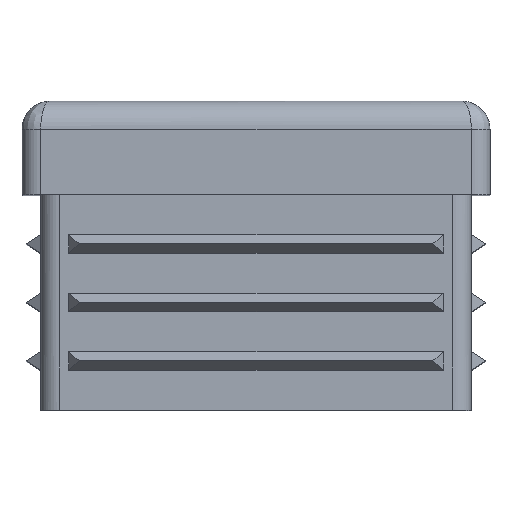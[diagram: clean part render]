
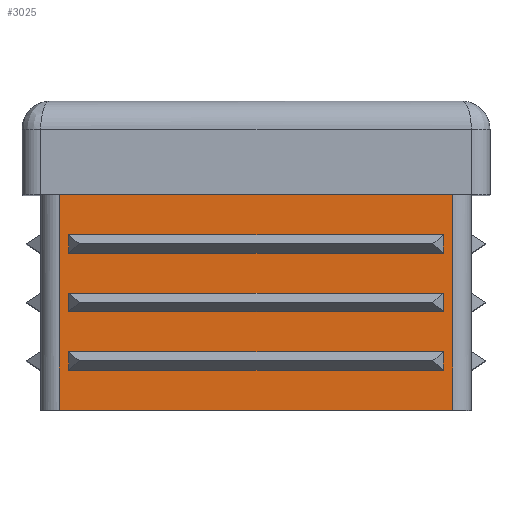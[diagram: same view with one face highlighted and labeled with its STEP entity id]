
A CAD part, top view. The second image highlights one B-rep face of the part: STEP entity #3025.
In plain terms, the highlighted planar face has unit normal (0, 0, 1).
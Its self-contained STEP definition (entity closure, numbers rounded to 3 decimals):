
#10 = ORIENTED_EDGE ( 'NONE', *, *, #1196, .T. ) ;
#35 = FACE_BOUND ( 'NONE', #38, .T. ) ;
#38 = EDGE_LOOP ( 'NONE', ( #1725, #2677, #789, #1344 ) ) ;
#44 = VERTEX_POINT ( 'NONE', #2248 ) ;
#117 = DIRECTION ( 'NONE',  ( 0., 1., 0. ) ) ;
#122 = CARTESIAN_POINT ( 'NONE',  ( 10., 9.375, 11.5 ) ) ;
#144 = DIRECTION ( 'NONE',  ( 0., 1., 0. ) ) ;
#344 = VECTOR ( 'NONE', #1070, 1000. ) ;
#353 = FACE_OUTER_BOUND ( 'NONE', #410, .T. ) ;
#395 = CARTESIAN_POINT ( 'NONE',  ( 10.5, 11.5, 11.5 ) ) ;
#397 = ORIENTED_EDGE ( 'NONE', *, *, #2399, .F. ) ;
#400 = EDGE_CURVE ( 'NONE', #2256, #583, #957, .T. ) ;
#410 = EDGE_LOOP ( 'NONE', ( #3067, #1995, #2669, #1898 ) ) ;
#420 = CARTESIAN_POINT ( 'NONE',  ( 10., 8.375, 11.5 ) ) ;
#435 = DIRECTION ( 'NONE',  ( 0., 1., 0. ) ) ;
#451 = LINE ( 'NONE', #1435, #1058 ) ;
#471 = DIRECTION ( 'NONE',  ( -1., 0., 0. ) ) ;
#477 = CARTESIAN_POINT ( 'NONE',  ( 13.1, 3.125, 11.5 ) ) ;
#567 = CARTESIAN_POINT ( 'NONE',  ( -10., 3.125, 11.5 ) ) ;
#583 = VERTEX_POINT ( 'NONE', #2015 ) ;
#630 = CARTESIAN_POINT ( 'NONE',  ( 13.1, 9.375, 11.5 ) ) ;
#657 = LINE ( 'NONE', #2096, #2506 ) ;
#658 = CARTESIAN_POINT ( 'NONE',  ( -10., -11.739, 11.5 ) ) ;
#663 = VERTEX_POINT ( 'NONE', #1126 ) ;
#687 = LINE ( 'NONE', #1713, #1523 ) ;
#708 = LINE ( 'NONE', #1698, #1855 ) ;
#718 = EDGE_LOOP ( 'NONE', ( #1280, #1439, #1511, #2432 ) ) ;
#730 = EDGE_CURVE ( 'NONE', #1785, #1768, #451, .T. ) ;
#789 = ORIENTED_EDGE ( 'NONE', *, *, #2003, .T. ) ;
#824 = VECTOR ( 'NONE', #1953, 1000. ) ;
#871 = VECTOR ( 'NONE', #925, 1000. ) ;
#894 = EDGE_CURVE ( 'NONE', #2639, #1874, #2690, .T. ) ;
#925 = DIRECTION ( 'NONE',  ( -1., 0., 0. ) ) ;
#932 = LINE ( 'NONE', #1899, #2350 ) ;
#957 = LINE ( 'NONE', #1503, #824 ) ;
#964 = EDGE_CURVE ( 'NONE', #583, #2905, #1319, .T. ) ;
#1019 = ORIENTED_EDGE ( 'NONE', *, *, #2336, .T. ) ;
#1045 = EDGE_CURVE ( 'NONE', #2479, #1785, #1114, .T. ) ;
#1058 = VECTOR ( 'NONE', #2418, 1000. ) ;
#1070 = DIRECTION ( 'NONE',  ( -1., 0., 0. ) ) ;
#1073 = CARTESIAN_POINT ( 'NONE',  ( 10., 2.125, 11.5 ) ) ;
#1091 = DIRECTION ( 'NONE',  ( 0., 0., -1. ) ) ;
#1102 = DIRECTION ( 'NONE',  ( -1., 0., 0. ) ) ;
#1114 = LINE ( 'NONE', #2349, #2815 ) ;
#1126 = CARTESIAN_POINT ( 'NONE',  ( -10.5, 0., 11.5 ) ) ;
#1170 = LINE ( 'NONE', #1921, #1715 ) ;
#1174 = LINE ( 'NONE', #2165, #1904 ) ;
#1196 = EDGE_CURVE ( 'NONE', #2343, #2054, #1174, .T. ) ;
#1204 = DIRECTION ( 'NONE',  ( -1., 0., 0. ) ) ;
#1215 = EDGE_CURVE ( 'NONE', #2114, #1376, #1358, .T. ) ;
#1272 = FACE_BOUND ( 'NONE', #718, .T. ) ;
#1280 = ORIENTED_EDGE ( 'NONE', *, *, #400, .F. ) ;
#1289 = CARTESIAN_POINT ( 'NONE',  ( -10., -11.739, 11.5 ) ) ;
#1319 = LINE ( 'NONE', #2779, #344 ) ;
#1320 = VECTOR ( 'NONE', #1102, 1000. ) ;
#1337 = PLANE ( 'NONE',  #2675 ) ;
#1344 = ORIENTED_EDGE ( 'NONE', *, *, #894, .F. ) ;
#1358 = LINE ( 'NONE', #630, #2784 ) ;
#1376 = VERTEX_POINT ( 'NONE', #1412 ) ;
#1412 = CARTESIAN_POINT ( 'NONE',  ( -10., 9.375, 11.5 ) ) ;
#1421 = EDGE_CURVE ( 'NONE', #2256, #44, #932, .T. ) ;
#1435 = CARTESIAN_POINT ( 'NONE',  ( 13.1, 11.5, 11.5 ) ) ;
#1436 = CARTESIAN_POINT ( 'NONE',  ( -10.5, 11.5, 11.5 ) ) ;
#1439 = ORIENTED_EDGE ( 'NONE', *, *, #1421, .T. ) ;
#1453 = DIRECTION ( 'NONE',  ( 0., -1., 0. ) ) ;
#1479 = VECTOR ( 'NONE', #3198, 1000. ) ;
#1503 = CARTESIAN_POINT ( 'NONE',  ( 10., -11.739, 11.5 ) ) ;
#1511 = ORIENTED_EDGE ( 'NONE', *, *, #1541, .T. ) ;
#1522 = CARTESIAN_POINT ( 'NONE',  ( 10., 3.125, 11.5 ) ) ;
#1523 = VECTOR ( 'NONE', #1204, 1000. ) ;
#1541 = EDGE_CURVE ( 'NONE', #44, #2905, #2487, .T. ) ;
#1555 = CARTESIAN_POINT ( 'NONE',  ( -10., 2.125, 11.5 ) ) ;
#1600 = DIRECTION ( 'NONE',  ( 0., 1., 0. ) ) ;
#1698 = CARTESIAN_POINT ( 'NONE',  ( -10.5, 9.375, 11.5 ) ) ;
#1713 = CARTESIAN_POINT ( 'NONE',  ( 13.1, 2.125, 11.5 ) ) ;
#1715 = VECTOR ( 'NONE', #1600, 1000. ) ;
#1725 = ORIENTED_EDGE ( 'NONE', *, *, #2473, .F. ) ;
#1768 = VERTEX_POINT ( 'NONE', #1436 ) ;
#1785 = VERTEX_POINT ( 'NONE', #395 ) ;
#1825 = EDGE_CURVE ( 'NONE', #1768, #663, #708, .T. ) ;
#1834 = EDGE_CURVE ( 'NONE', #2479, #663, #2720, .T. ) ;
#1855 = VECTOR ( 'NONE', #1453, 1000. ) ;
#1874 = VERTEX_POINT ( 'NONE', #567 ) ;
#1898 = ORIENTED_EDGE ( 'NONE', *, *, #1045, .T. ) ;
#1899 = CARTESIAN_POINT ( 'NONE',  ( 13.1, 5.25, 11.5 ) ) ;
#1904 = VECTOR ( 'NONE', #3157, 1000. ) ;
#1921 = CARTESIAN_POINT ( 'NONE',  ( 10., -11.739, 11.5 ) ) ;
#1938 = CARTESIAN_POINT ( 'NONE',  ( 10., -11.739, 11.5 ) ) ;
#1953 = DIRECTION ( 'NONE',  ( 0., 1., 0. ) ) ;
#1955 = DIRECTION ( 'NONE',  ( 0., 1., 0. ) ) ;
#1960 = VERTEX_POINT ( 'NONE', #1555 ) ;
#1995 = ORIENTED_EDGE ( 'NONE', *, *, #1825, .T. ) ;
#2003 = EDGE_CURVE ( 'NONE', #1960, #1874, #657, .T. ) ;
#2015 = CARTESIAN_POINT ( 'NONE',  ( 10., 6.25, 11.5 ) ) ;
#2054 = VERTEX_POINT ( 'NONE', #2879 ) ;
#2096 = CARTESIAN_POINT ( 'NONE',  ( -10., -11.739, 11.5 ) ) ;
#2114 = VERTEX_POINT ( 'NONE', #122 ) ;
#2165 = CARTESIAN_POINT ( 'NONE',  ( 13.1, 8.375, 11.5 ) ) ;
#2181 = EDGE_CURVE ( 'NONE', #2950, #1960, #687, .T. ) ;
#2248 = CARTESIAN_POINT ( 'NONE',  ( -10., 5.25, 11.5 ) ) ;
#2250 = LINE ( 'NONE', #1938, #3065 ) ;
#2256 = VERTEX_POINT ( 'NONE', #3184 ) ;
#2267 = ORIENTED_EDGE ( 'NONE', *, *, #1215, .F. ) ;
#2324 = CARTESIAN_POINT ( 'NONE',  ( 13.1, 9.375, 11.5 ) ) ;
#2336 = EDGE_CURVE ( 'NONE', #2054, #1376, #3108, .T. ) ;
#2343 = VERTEX_POINT ( 'NONE', #420 ) ;
#2349 = CARTESIAN_POINT ( 'NONE',  ( 10.5, 9.375, 11.5 ) ) ;
#2350 = VECTOR ( 'NONE', #3147, 1000. ) ;
#2399 = EDGE_CURVE ( 'NONE', #2343, #2114, #1170, .T. ) ;
#2418 = DIRECTION ( 'NONE',  ( -1., 0., 0. ) ) ;
#2432 = ORIENTED_EDGE ( 'NONE', *, *, #964, .F. ) ;
#2472 = CARTESIAN_POINT ( 'NONE',  ( 10.5, 0., 11.5 ) ) ;
#2473 = EDGE_CURVE ( 'NONE', #2950, #2639, #2250, .T. ) ;
#2479 = VERTEX_POINT ( 'NONE', #2472 ) ;
#2487 = LINE ( 'NONE', #1289, #1479 ) ;
#2506 = VECTOR ( 'NONE', #3105, 1000. ) ;
#2639 = VERTEX_POINT ( 'NONE', #1522 ) ;
#2669 = ORIENTED_EDGE ( 'NONE', *, *, #1834, .F. ) ;
#2675 = AXIS2_PLACEMENT_3D ( 'NONE', #2324, #1091, #117 ) ;
#2677 = ORIENTED_EDGE ( 'NONE', *, *, #2181, .T. ) ;
#2690 = LINE ( 'NONE', #477, #1320 ) ;
#2720 = LINE ( 'NONE', #2979, #871 ) ;
#2779 = CARTESIAN_POINT ( 'NONE',  ( 13.1, 6.25, 11.5 ) ) ;
#2784 = VECTOR ( 'NONE', #471, 1000. ) ;
#2815 = VECTOR ( 'NONE', #144, 1000. ) ;
#2879 = CARTESIAN_POINT ( 'NONE',  ( -10., 8.375, 11.5 ) ) ;
#2902 = EDGE_LOOP ( 'NONE', ( #397, #10, #1019, #2267 ) ) ;
#2905 = VERTEX_POINT ( 'NONE', #3007 ) ;
#2950 = VERTEX_POINT ( 'NONE', #1073 ) ;
#2979 = CARTESIAN_POINT ( 'NONE',  ( 13.1, 0., 11.5 ) ) ;
#2991 = FACE_BOUND ( 'NONE', #2902, .T. ) ;
#3007 = CARTESIAN_POINT ( 'NONE',  ( -10., 6.25, 11.5 ) ) ;
#3025 = ADVANCED_FACE ( 'NONE', ( #35, #1272, #2991, #353 ), #1337, .F. ) ;
#3065 = VECTOR ( 'NONE', #1955, 1000. ) ;
#3067 = ORIENTED_EDGE ( 'NONE', *, *, #730, .T. ) ;
#3076 = VECTOR ( 'NONE', #435, 1000. ) ;
#3105 = DIRECTION ( 'NONE',  ( 0., 1., 0. ) ) ;
#3108 = LINE ( 'NONE', #658, #3076 ) ;
#3147 = DIRECTION ( 'NONE',  ( -1., 0., 0. ) ) ;
#3157 = DIRECTION ( 'NONE',  ( -1., 0., 0. ) ) ;
#3184 = CARTESIAN_POINT ( 'NONE',  ( 10., 5.25, 11.5 ) ) ;
#3198 = DIRECTION ( 'NONE',  ( 0., 1., 0. ) ) ;
